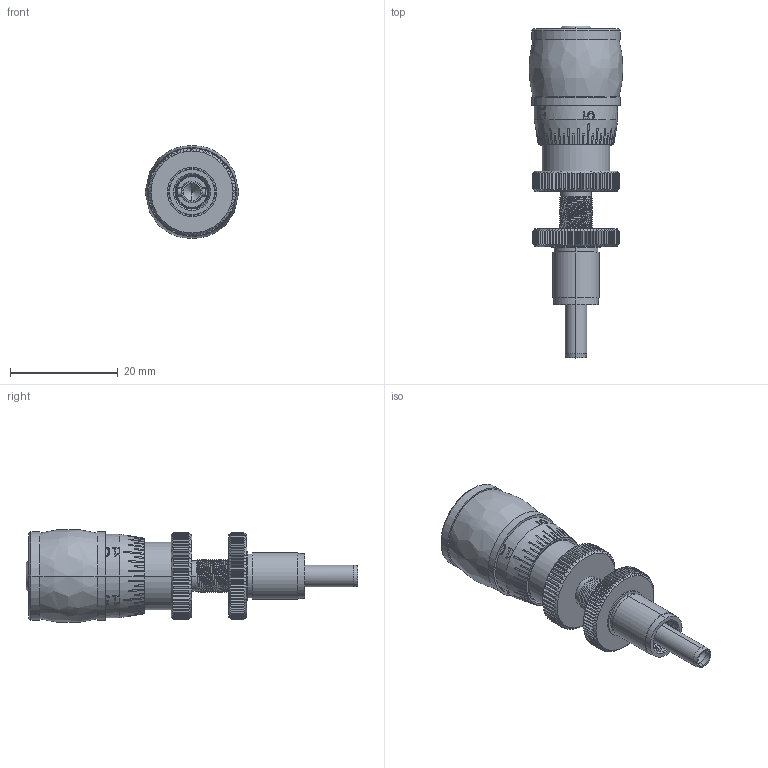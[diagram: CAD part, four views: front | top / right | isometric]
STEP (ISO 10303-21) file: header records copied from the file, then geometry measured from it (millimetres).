
FILE_DESCRIPTION((''),'2;1');
FILE_NAME('PSM8A_ASM','2021-10-27T',('daizhiwen'),(''),'CREO PARAMETRIC BY PTC INC, 2018360','CREO PARAMETRIC BY PTC INC, 2018360','');
FILE_SCHEMA(('CONFIG_CONTROL_DESIGN'));
Products named in the file (13): PSM8_A1; PSM8_A2; PSM8_A3; PSM8_A5; PSM8_A6; PSM8_A7; PSM8_A8; PSM8_A9; PSM8_A10; PSM8_A12; PSM8A_A13; PSM8A_A14; PSM8A_ASM
Assembly tree (12 placements, depth 2):
  PSM8A_ASM
    PSM8_A1
    PSM8_A2
    PSM8_A3
    PSM8_A5
    PSM8_A6
    PSM8_A7
    PSM8_A8
    PSM8_A9
    PSM8_A10
    PSM8_A12
    PSM8A_A13
    PSM8A_A14
Bounding box: 17.4 x 61.67 x 17.24 mm (x, y, z)
Volume: 6333.9 mm3; surface area: 10151.8 mm2
Topology: 12 solids, 12 shells, 1461 faces, 4127 edges, 2717 vertices
Faces by surface type: cylinder 618, plane 539, bspline 201, cone 97, torus 6
Entity records: 90252 total; most frequent: CARTESIAN_POINT 55742, ORIENTED_EDGE 8254, DIRECTION 5586, EDGE_CURVE 4127, VERTEX_POINT 2717, AXIS2_PLACEMENT_3D 2070, B_SPLINE_CURVE_WITH_KNOTS 1896, EDGE_LOOP 1508
